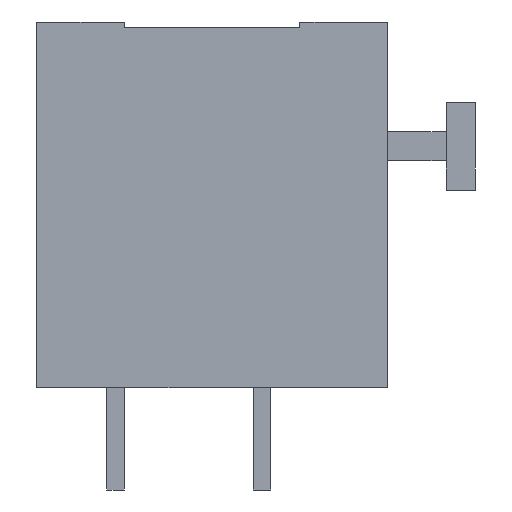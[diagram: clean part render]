
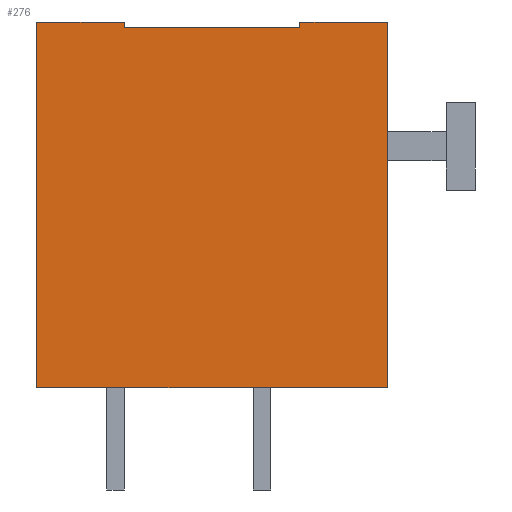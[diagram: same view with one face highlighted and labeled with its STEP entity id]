
A CAD part, front view. The second image highlights one B-rep face of the part: STEP entity #276.
In plain terms, the highlighted planar face has unit normal (0, -1, 0).
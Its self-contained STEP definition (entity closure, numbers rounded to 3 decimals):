
#276=ADVANCED_FACE('',(#478),#479,.F.);
#478=FACE_OUTER_BOUND('',#636,.T.);
#479=PLANE('',#637);
#636=EDGE_LOOP('',(#1018,#1019,#1020,#1021,#1022,#1023,#1024,#1025));
#637=AXIS2_PLACEMENT_3D('',#1026,#1027,#1028);
#1018=ORIENTED_EDGE('',*,*,#1202,.F.);
#1019=ORIENTED_EDGE('',*,*,#1194,.F.);
#1020=ORIENTED_EDGE('',*,*,#1178,.T.);
#1021=ORIENTED_EDGE('',*,*,#1200,.T.);
#1022=ORIENTED_EDGE('',*,*,#1185,.F.);
#1023=ORIENTED_EDGE('',*,*,#1198,.F.);
#1024=ORIENTED_EDGE('',*,*,#1203,.F.);
#1025=ORIENTED_EDGE('',*,*,#1204,.T.);
#1026=CARTESIAN_POINT('',(-25.0,-2.5,20.139));
#1027=DIRECTION('',(0.0,1.0,0.0));
#1028=DIRECTION('',(0.0,0.0,1.0));
#1178=EDGE_CURVE('',#1394,#1392,#1395,.T.);
#1185=EDGE_CURVE('',#1405,#1400,#1407,.T.);
#1194=EDGE_CURVE('',#1394,#1420,#1421,.T.);
#1198=EDGE_CURVE('',#1424,#1405,#1426,.T.);
#1200=EDGE_CURVE('',#1392,#1400,#1428,.T.);
#1202=EDGE_CURVE('',#1420,#1430,#1431,.T.);
#1203=EDGE_CURVE('',#1432,#1424,#1433,.T.);
#1204=EDGE_CURVE('',#1432,#1430,#1434,.T.);
#1392=VERTEX_POINT('',#1706);
#1394=VERTEX_POINT('',#1709);
#1395=LINE('',#1710,#1711);
#1400=VERTEX_POINT('',#1718);
#1405=VERTEX_POINT('',#1725);
#1407=LINE('',#1728,#1729);
#1420=VERTEX_POINT('',#1748);
#1421=LINE('',#1749,#1750);
#1424=VERTEX_POINT('',#1754);
#1426=LINE('',#1757,#1758);
#1428=LINE('',#1760,#1761);
#1430=VERTEX_POINT('',#1763);
#1431=LINE('',#1764,#1765);
#1432=VERTEX_POINT('',#1766);
#1433=LINE('',#1767,#1768);
#1434=LINE('',#1769,#1770);
#1706=CARTESIAN_POINT('',(-25.0,-2.5,7.639));
#1709=CARTESIAN_POINT('',(-25.0,-2.5,20.139));
#1710=CARTESIAN_POINT('',(-25.0,-2.5,20.139));
#1711=VECTOR('',#1869,1.0);
#1718=CARTESIAN_POINT('',(-13.0,-2.5,7.639));
#1725=CARTESIAN_POINT('',(-13.0,-2.5,20.139));
#1728=CARTESIAN_POINT('',(-13.0,-2.5,20.139));
#1729=VECTOR('',#1875,1.0);
#1748=CARTESIAN_POINT('',(-22.0,-2.5,20.139));
#1749=CARTESIAN_POINT('',(-25.0,-2.5,20.139));
#1750=VECTOR('',#1882,1.0);
#1754=CARTESIAN_POINT('',(-16.0,-2.5,20.139));
#1757=CARTESIAN_POINT('',(-25.0,-2.5,20.139));
#1758=VECTOR('',#1885,1.0);
#1760=CARTESIAN_POINT('',(-25.0,-2.5,7.639));
#1761=VECTOR('',#1886,1.0);
#1763=CARTESIAN_POINT('',(-22.0,-2.5,19.939));
#1764=CARTESIAN_POINT('',(-22.0,-2.5,20.139));
#1765=VECTOR('',#1887,1.0);
#1766=CARTESIAN_POINT('',(-16.0,-2.5,19.939));
#1767=CARTESIAN_POINT('',(-16.0,-2.5,20.139));
#1768=VECTOR('',#1888,1.0);
#1769=CARTESIAN_POINT('',(-25.0,-2.5,19.939));
#1770=VECTOR('',#1889,1.0);
#1869=DIRECTION('',(0.0,0.0,-1.0));
#1875=DIRECTION('',(0.0,0.0,-1.0));
#1882=DIRECTION('',(1.0,0.0,0.0));
#1885=DIRECTION('',(1.0,0.0,0.0));
#1886=DIRECTION('',(1.0,0.0,0.0));
#1887=DIRECTION('',(0.0,0.0,-1.0));
#1888=DIRECTION('',(0.0,0.0,1.0));
#1889=DIRECTION('',(-1.0,0.0,0.0));
